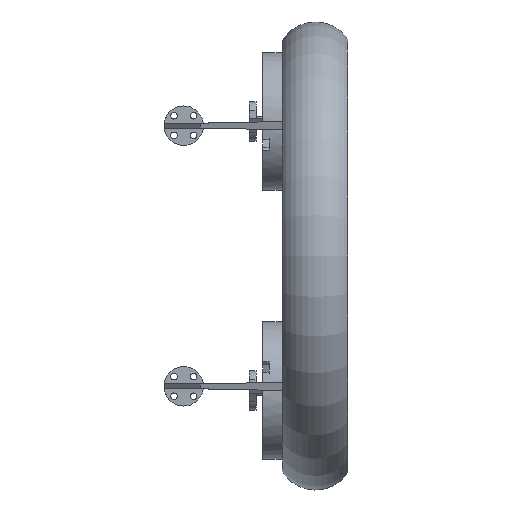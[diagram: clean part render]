
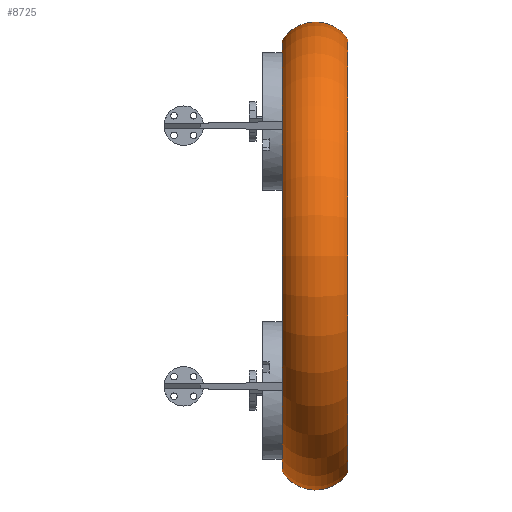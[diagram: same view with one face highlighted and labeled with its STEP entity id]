
A CAD part, left-side view. The second image highlights one B-rep face of the part: STEP entity #8725.
In plain terms, the highlighted toroidal (fillet/blend) face has major radius 59.345 mm and minor radius 12 mm.
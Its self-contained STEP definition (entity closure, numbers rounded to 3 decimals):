
#132 = CARTESIAN_POINT ( 'NONE',  ( -25., -11.96, -65. ) ) ;
#245 = TOROIDAL_SURFACE ( 'NONE', #5545, 59.345, 12. ) ;
#450 = DIRECTION ( 'NONE',  ( -1., 0., 0. ) ) ;
#545 = AXIS2_PLACEMENT_3D ( 'NONE', #8955, #1205, #2716 ) ;
#791 = AXIS2_PLACEMENT_3D ( 'NONE', #8969, #6862, #3027 ) ;
#1034 = ORIENTED_EDGE ( 'NONE', *, *, #2928, .T. ) ;
#1205 = DIRECTION ( 'NONE',  ( 1., 0., 0. ) ) ;
#1308 = VERTEX_POINT ( 'NONE', #3212 ) ;
#1436 = CARTESIAN_POINT ( 'NONE',  ( -25., 8.04, 0.8 ) ) ;
#2117 = CIRCLE ( 'NONE', #9847, 12. ) ;
#2241 = ORIENTED_EDGE ( 'NONE', *, *, #8604, .F. ) ;
#2480 = VERTEX_POINT ( 'NONE', #1436 ) ;
#2594 = DIRECTION ( 'NONE',  ( 0., 1., 0. ) ) ;
#2716 = DIRECTION ( 'NONE',  ( 0., 0., 1. ) ) ;
#2928 = EDGE_CURVE ( 'NONE', #1308, #2480, #2117, .T. ) ;
#3027 = DIRECTION ( 'NONE',  ( 0., 0., -1. ) ) ;
#3134 = AXIS2_PLACEMENT_3D ( 'NONE', #132, #2594, #4913 ) ;
#3212 = CARTESIAN_POINT ( 'NONE',  ( -25., -11.96, 1.15 ) ) ;
#3483 = CARTESIAN_POINT ( 'NONE',  ( -25., -2.076, -5.655 ) ) ;
#3655 = CARTESIAN_POINT ( 'NONE',  ( -25., -11.96, -131.15 ) ) ;
#4519 = ORIENTED_EDGE ( 'NONE', *, *, #9270, .T. ) ;
#4907 = CIRCLE ( 'NONE', #3134, 66.15 ) ;
#4913 = DIRECTION ( 'NONE',  ( 0., 0., -1. ) ) ;
#5431 = CARTESIAN_POINT ( 'NONE',  ( -25., -2.076, -65. ) ) ;
#5545 = AXIS2_PLACEMENT_3D ( 'NONE', #5431, #9211, #9255 ) ;
#5772 = EDGE_CURVE ( 'NONE', #6844, #2480, #9629, .T. ) ;
#6844 = VERTEX_POINT ( 'NONE', #7574 ) ;
#6862 = DIRECTION ( 'NONE',  ( 0., 1., 0. ) ) ;
#6900 = FACE_OUTER_BOUND ( 'NONE', #7390, .T. ) ;
#7063 = ORIENTED_EDGE ( 'NONE', *, *, #5772, .F. ) ;
#7390 = EDGE_LOOP ( 'NONE', ( #7063, #2241, #4519, #1034 ) ) ;
#7574 = CARTESIAN_POINT ( 'NONE',  ( -25., 8.04, -130.8 ) ) ;
#7932 = VERTEX_POINT ( 'NONE', #3655 ) ;
#8604 = EDGE_CURVE ( 'NONE', #7932, #6844, #9718, .T. ) ;
#8725 = ADVANCED_FACE ( 'NONE', ( #6900 ), #245, .T. ) ;
#8955 = CARTESIAN_POINT ( 'NONE',  ( -25., -2.076, -124.345 ) ) ;
#8969 = CARTESIAN_POINT ( 'NONE',  ( -25., 8.04, -65. ) ) ;
#9211 = DIRECTION ( 'NONE',  ( 0., 1., 0. ) ) ;
#9255 = DIRECTION ( 'NONE',  ( 0., 0., 1. ) ) ;
#9270 = EDGE_CURVE ( 'NONE', #7932, #1308, #4907, .T. ) ;
#9629 = CIRCLE ( 'NONE', #791, 65.8 ) ;
#9716 = DIRECTION ( 'NONE',  ( 0., 0., -1. ) ) ;
#9718 = CIRCLE ( 'NONE', #545, 12. ) ;
#9847 = AXIS2_PLACEMENT_3D ( 'NONE', #3483, #450, #9716 ) ;
